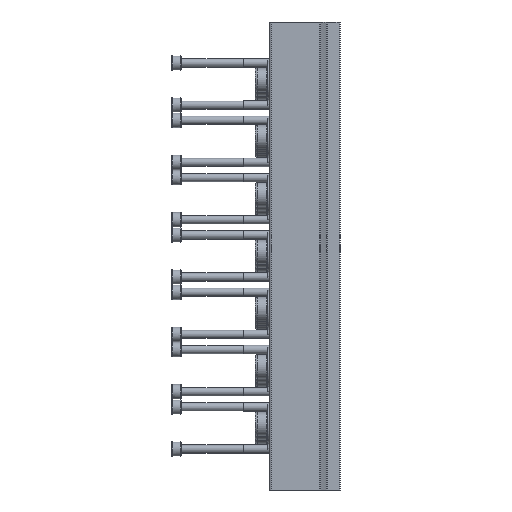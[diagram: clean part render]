
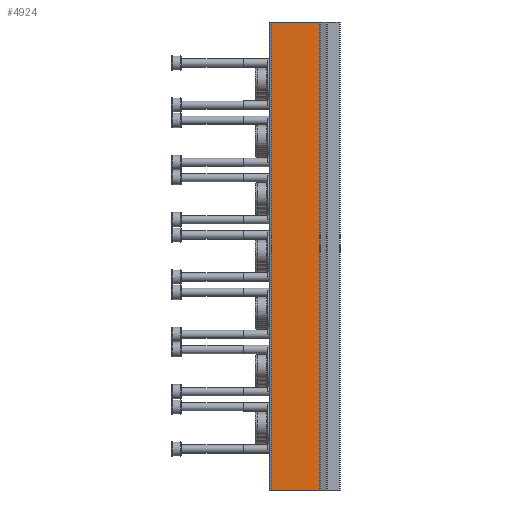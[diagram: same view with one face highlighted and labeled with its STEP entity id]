
A CAD part, left-side view. The second image highlights one B-rep face of the part: STEP entity #4924.
In plain terms, the highlighted planar face has unit normal (-1, 0, 0).
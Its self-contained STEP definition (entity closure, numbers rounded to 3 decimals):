
#224=PLANE('',#5307);
#739=ORIENTED_EDGE('',*,*,#2017,.F.);
#740=ORIENTED_EDGE('',*,*,#2016,.F.);
#741=ORIENTED_EDGE('',*,*,#2018,.T.);
#742=ORIENTED_EDGE('',*,*,#2019,.T.);
#2016=EDGE_CURVE('',#2655,#2653,#3119,.T.);
#2017=EDGE_CURVE('',#2653,#2656,#3120,.T.);
#2018=EDGE_CURVE('',#2655,#2657,#3121,.T.);
#2019=EDGE_CURVE('',#2657,#2656,#3122,.T.);
#2653=VERTEX_POINT('',#8021);
#2655=VERTEX_POINT('',#8025);
#2656=VERTEX_POINT('',#8029);
#2657=VERTEX_POINT('',#8031);
#3119=LINE('',#8026,#3423);
#3120=LINE('',#8028,#3424);
#3121=LINE('',#8030,#3425);
#3122=LINE('',#8032,#3426);
#3423=VECTOR('',#5987,1000.);
#3424=VECTOR('',#5990,1000.);
#3425=VECTOR('',#5991,1000.);
#3426=VECTOR('',#5992,1000.);
#3740=EDGE_LOOP('',(#739,#740,#741,#742));
#4281=FACE_BOUND('',#3740,.T.);
#4924=ADVANCED_FACE('',(#4281),#224,.T.);
#5307=AXIS2_PLACEMENT_3D('',#8027,#5988,#5989);
#5987=DIRECTION('',(0.,0.,1.));
#5988=DIRECTION('',(-1.,0.,0.));
#5989=DIRECTION('',(0.,0.,1.));
#5990=DIRECTION('',(0.,-1.,0.));
#5991=DIRECTION('',(0.,-1.,0.));
#5992=DIRECTION('',(0.,0.,1.));
#8021=CARTESIAN_POINT('',(-40.25,33.,0.));
#8025=CARTESIAN_POINT('',(-40.25,33.,-224.5));
#8026=CARTESIAN_POINT('',(-40.25,33.,-224.5));
#8027=CARTESIAN_POINT('',(-40.25,33.,-224.5));
#8028=CARTESIAN_POINT('',(-40.25,33.,0.));
#8029=CARTESIAN_POINT('',(-40.25,9.853,0.));
#8030=CARTESIAN_POINT('',(-40.25,33.,-224.5));
#8031=CARTESIAN_POINT('',(-40.25,9.853,-224.5));
#8032=CARTESIAN_POINT('',(-40.25,9.853,-224.5));
